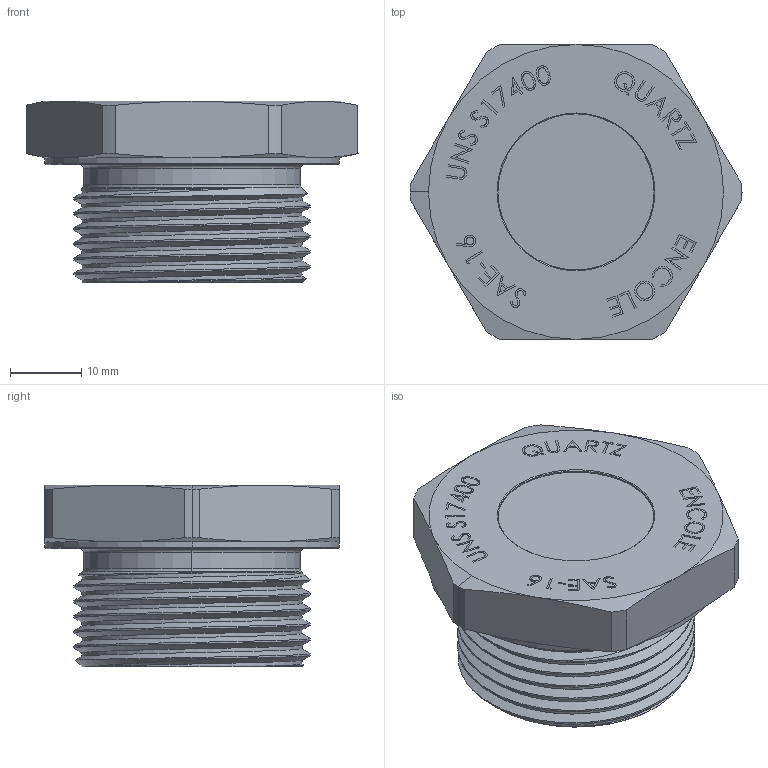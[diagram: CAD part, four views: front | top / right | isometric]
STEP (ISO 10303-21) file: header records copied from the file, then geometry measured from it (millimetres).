
FILE_DESCRIPTION (( 'STEP AP203' ), '1' );
FILE_NAME ('100534.STEP', '2023-04-19T16:20:31', ( '' ), ( '' ), 'SwSTEP 2.0', 'SolidWorks 2012', '' );
FILE_SCHEMA (( 'CONFIG_CONTROL_DESIGN' ));
Length unit declared in the file: inch
Products named in the file (1): 100534
Bounding box: 46.46 x 41.27 x 25.4 mm (x, y, z)
Volume: 18522.1 mm3; surface area: 9933.3 mm2
Topology: 3 solids, 3 shells, 426 faces, 1099 edges, 717 vertices
Faces by surface type: plane 225, bspline 121, cone 35, cylinder 35, torus 10
Entity records: 21347 total; most frequent: CARTESIAN_POINT 11762, ORIENTED_EDGE 2198, DIRECTION 1515, EDGE_CURVE 1099, VERTEX_POINT 717, VECTOR 705, LINE 705, EDGE_LOOP 468
